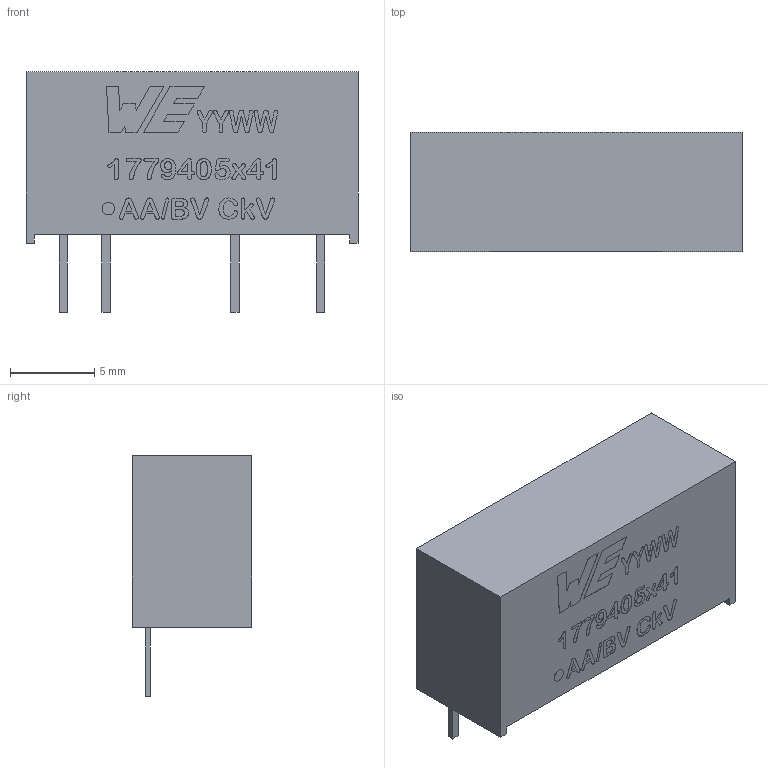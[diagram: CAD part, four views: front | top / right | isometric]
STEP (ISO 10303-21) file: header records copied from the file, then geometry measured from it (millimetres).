
FILE_DESCRIPTION(/* description */ ('Unknown'),/* implementation_level */ '2;1');
FILE_NAME(/* name */ '1779405141',/* time_stamp */ '2021-12-09T10:00:55+01:00',/* author */ ('Unknown'),/* organization */ ('Unknown'),/* preprocessor_version */ 'ST-DEVELOPER v16.7',/* originating_system */ 'Solid Edge',/* authorisation */ 'Unknown');
FILE_SCHEMA (('AUTOMOTIVE_DESIGN {1 0 10303 214 3 1 1}'));
Products named in the file (3): 1779405141; Body; Pins
Assembly tree (2 placements, depth 2):
  1779405141
    Body
    Pins
Bounding box: 19.65 x 7.05 x 14.26 mm (x, y, z)
Volume: 1344.3 mm3; surface area: 840.2 mm2
Topology: 5 solids, 5 shells, 2274 faces, 6693 edges, 4462 vertices
Faces by surface type: plane 2273, cylinder 1
Full cylindrical faces by diameter (mm): 0.75 x1
Entity records: 89889 total; most frequent: CARTESIAN_POINT 13431, ORIENTED_EDGE 13384, DIRECTION 11248, EDGE_CURVE 6692, LINE 6690, VECTOR 6690, VERTEX_POINT 4462, EDGE_LOOP 2308
